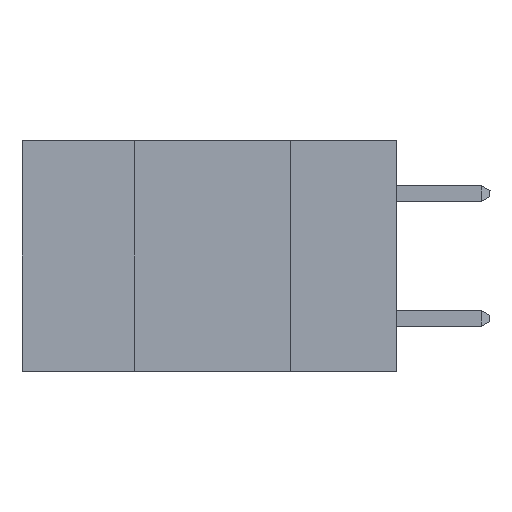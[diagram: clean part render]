
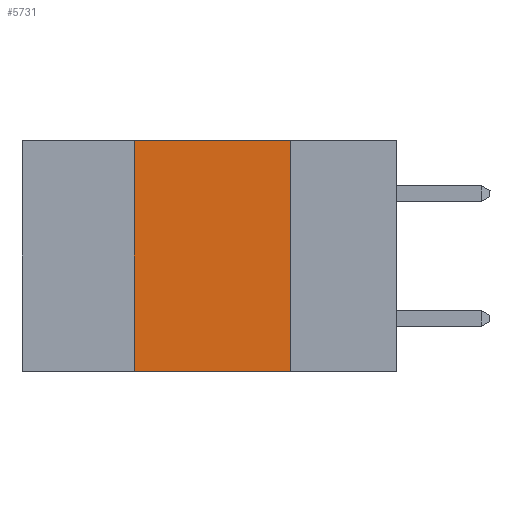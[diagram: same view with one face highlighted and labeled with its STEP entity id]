
A CAD part, left-side view. The second image highlights one B-rep face of the part: STEP entity #5731.
In plain terms, the highlighted planar face has unit normal (-1, 0, 0).
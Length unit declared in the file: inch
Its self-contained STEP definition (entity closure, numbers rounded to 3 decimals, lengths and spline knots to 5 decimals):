
#346 = CARTESIAN_POINT ( 'NONE',  ( 0., 0.6, 0. ) ) ;
#402 = ORIENTED_EDGE ( 'NONE', *, *, #9948, .T. ) ;
#912 = CARTESIAN_POINT ( 'NONE',  ( 0., 0.42, 0. ) ) ;
#1274 = CARTESIAN_POINT ( 'NONE',  ( 0., 0.42, -0.37 ) ) ;
#1560 = EDGE_CURVE ( 'NONE', #5386, #8013, #6625, .T. ) ;
#1715 = FACE_OUTER_BOUND ( 'NONE', #9622, .T. ) ;
#1745 = EDGE_CURVE ( 'NONE', #9338, #5386, #5244, .T. ) ;
#2323 = ORIENTED_EDGE ( 'NONE', *, *, #1745, .F. ) ;
#2739 = CARTESIAN_POINT ( 'NONE',  ( 0., 0.42, 0. ) ) ;
#2908 = DIRECTION ( 'NONE',  ( 0., -1., 0. ) ) ;
#3037 = DIRECTION ( 'NONE',  ( 1., 0., 0. ) ) ;
#3094 = DIRECTION ( 'NONE',  ( 0., 0., 1. ) ) ;
#3095 = DIRECTION ( 'NONE',  ( 0., -1., 0. ) ) ;
#3114 = AXIS2_PLACEMENT_3D ( 'NONE', #5412, #3037, #5299 ) ;
#3190 = PLANE ( 'NONE',  #3114 ) ;
#3268 = EDGE_CURVE ( 'NONE', #8013, #3677, #8645, .T. ) ;
#3312 = CARTESIAN_POINT ( 'NONE',  ( 0., 0.6, -0.37 ) ) ;
#3677 = VERTEX_POINT ( 'NONE', #6578 ) ;
#4903 = VECTOR ( 'NONE', #3095, 39.37008 ) ;
#4976 = CARTESIAN_POINT ( 'NONE',  ( 0., 0.17, 0. ) ) ;
#5011 = VECTOR ( 'NONE', #3094, 39.37008 ) ;
#5173 = ORIENTED_EDGE ( 'NONE', *, *, #3268, .F. ) ;
#5244 = LINE ( 'NONE', #2739, #5011 ) ;
#5254 = ORIENTED_EDGE ( 'NONE', *, *, #1560, .F. ) ;
#5299 = DIRECTION ( 'NONE',  ( 0., 0., -1. ) ) ;
#5386 = VERTEX_POINT ( 'NONE', #912 ) ;
#5412 = CARTESIAN_POINT ( 'NONE',  ( 0., 0.6, 0. ) ) ;
#5523 = DIRECTION ( 'NONE',  ( 0., 0., -1. ) ) ;
#5731 = ADVANCED_FACE ( 'NONE', ( #1715 ), #3190, .F. ) ;
#5978 = CARTESIAN_POINT ( 'NONE',  ( 0., 0.17, 0. ) ) ;
#6578 = CARTESIAN_POINT ( 'NONE',  ( 0., 0.17, -0.37 ) ) ;
#6625 = LINE ( 'NONE', #346, #4903 ) ;
#6930 = VECTOR ( 'NONE', #5523, 39.37008 ) ;
#7794 = LINE ( 'NONE', #3312, #9571 ) ;
#8013 = VERTEX_POINT ( 'NONE', #5978 ) ;
#8645 = LINE ( 'NONE', #4976, #6930 ) ;
#9338 = VERTEX_POINT ( 'NONE', #1274 ) ;
#9571 = VECTOR ( 'NONE', #2908, 39.37008 ) ;
#9622 = EDGE_LOOP ( 'NONE', ( #5173, #5254, #2323, #402 ) ) ;
#9948 = EDGE_CURVE ( 'NONE', #9338, #3677, #7794, .T. ) ;
